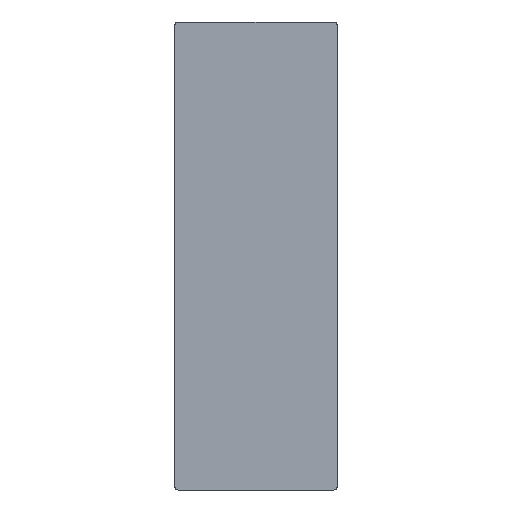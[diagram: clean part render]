
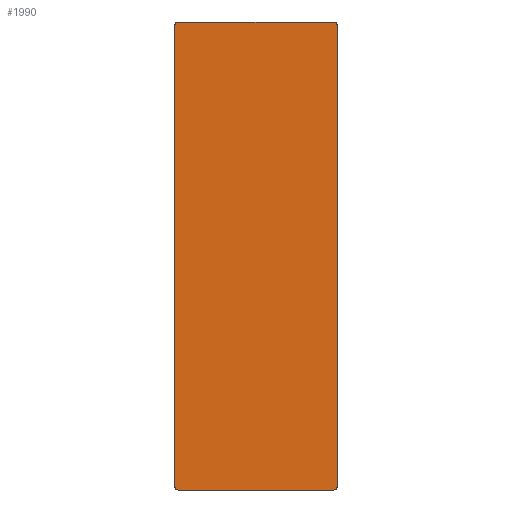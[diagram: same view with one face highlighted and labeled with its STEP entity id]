
A CAD part, front view. The second image highlights one B-rep face of the part: STEP entity #1990.
In plain terms, the highlighted planar face has unit normal (0, -1, 0).
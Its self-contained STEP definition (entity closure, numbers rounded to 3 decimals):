
#34=PLANE('',#2265);
#79=LINE('',#3526,#177);
#116=LINE('',#3720,#214);
#125=LINE('',#3779,#223);
#126=LINE('',#3781,#224);
#177=VECTOR('',#2568,10.);
#214=VECTOR('',#2753,10.);
#223=VECTOR('',#2830,10.);
#224=VECTOR('',#2833,10.);
#421=FACE_OUTER_BOUND('',#556,.T.);
#556=EDGE_LOOP('',(#1673,#1674,#1675,#1676,#1677,#1678,#1679,#1680));
#730=CIRCLE('',#2194,2.);
#754=CIRCLE('',#2229,2.);
#757=CIRCLE('',#2234,2.);
#775=CIRCLE('',#2263,2.);
#881=VERTEX_POINT('',#3523);
#882=VERTEX_POINT('',#3525);
#909=VERTEX_POINT('',#3648);
#910=VERTEX_POINT('',#3649);
#932=VERTEX_POINT('',#3716);
#935=VERTEX_POINT('',#3726);
#947=VERTEX_POINT('',#3772);
#948=VERTEX_POINT('',#3773);
#1098=EDGE_CURVE('',#882,#881,#79,.T.);
#1146=EDGE_CURVE('',#909,#910,#730,.T.);
#1180=EDGE_CURVE('',#882,#932,#754,.T.);
#1182=EDGE_CURVE('',#909,#932,#116,.T.);
#1185=EDGE_CURVE('',#935,#881,#757,.T.);
#1208=EDGE_CURVE('',#947,#948,#775,.T.);
#1212=EDGE_CURVE('',#910,#947,#125,.T.);
#1213=EDGE_CURVE('',#948,#935,#126,.T.);
#1673=ORIENTED_EDGE('',*,*,#1146,.F.);
#1674=ORIENTED_EDGE('',*,*,#1182,.T.);
#1675=ORIENTED_EDGE('',*,*,#1180,.F.);
#1676=ORIENTED_EDGE('',*,*,#1098,.T.);
#1677=ORIENTED_EDGE('',*,*,#1185,.F.);
#1678=ORIENTED_EDGE('',*,*,#1213,.F.);
#1679=ORIENTED_EDGE('',*,*,#1208,.F.);
#1680=ORIENTED_EDGE('',*,*,#1212,.F.);
#1990=ADVANCED_FACE('',(#421),#34,.T.);
#2194=AXIS2_PLACEMENT_3D('',#3650,#2668,#2669);
#2229=AXIS2_PLACEMENT_3D('',#3717,#2748,#2749);
#2234=AXIS2_PLACEMENT_3D('',#3727,#2760,#2761);
#2263=AXIS2_PLACEMENT_3D('',#3774,#2823,#2824);
#2265=AXIS2_PLACEMENT_3D('',#3780,#2831,#2832);
#2568=DIRECTION('',(1.,0.,0.));
#2668=DIRECTION('center_axis',(0.,1.,0.));
#2669=DIRECTION('ref_axis',(-0.707,0.,0.707));
#2748=DIRECTION('center_axis',(0.,1.,0.));
#2749=DIRECTION('ref_axis',(-0.707,0.,-0.707));
#2753=DIRECTION('',(0.,0.,-1.));
#2760=DIRECTION('center_axis',(0.,1.,0.));
#2761=DIRECTION('ref_axis',(0.707,0.,-0.707));
#2823=DIRECTION('center_axis',(0.,1.,0.));
#2824=DIRECTION('ref_axis',(0.707,0.,0.707));
#2830=DIRECTION('',(1.,0.,0.));
#2831=DIRECTION('center_axis',(0.,-1.,0.));
#2832=DIRECTION('ref_axis',(0.,0.,-1.));
#2833=DIRECTION('',(0.,0.,-1.));
#3523=CARTESIAN_POINT('',(78.,0.,-229.594));
#3525=CARTESIAN_POINT('',(2.,0.,-229.594));
#3526=CARTESIAN_POINT('',(20.,0.,-229.594));
#3648=CARTESIAN_POINT('',(0.,0.,-2.));
#3649=CARTESIAN_POINT('',(2.,0.,0.));
#3650=CARTESIAN_POINT('Origin',(2.,0.,-2.));
#3716=CARTESIAN_POINT('',(0.,0.,-227.594));
#3717=CARTESIAN_POINT('Origin',(2.,0.,-227.594));
#3720=CARTESIAN_POINT('',(0.,0.,0.));
#3726=CARTESIAN_POINT('',(80.,0.,-227.594));
#3727=CARTESIAN_POINT('Origin',(78.,0.,-227.594));
#3772=CARTESIAN_POINT('',(78.,0.,0.));
#3773=CARTESIAN_POINT('',(80.,0.,-2.));
#3774=CARTESIAN_POINT('Origin',(78.,0.,-2.));
#3779=CARTESIAN_POINT('',(0.,0.,0.));
#3780=CARTESIAN_POINT('Origin',(0.,0.,0.));
#3781=CARTESIAN_POINT('',(80.,0.,0.));
